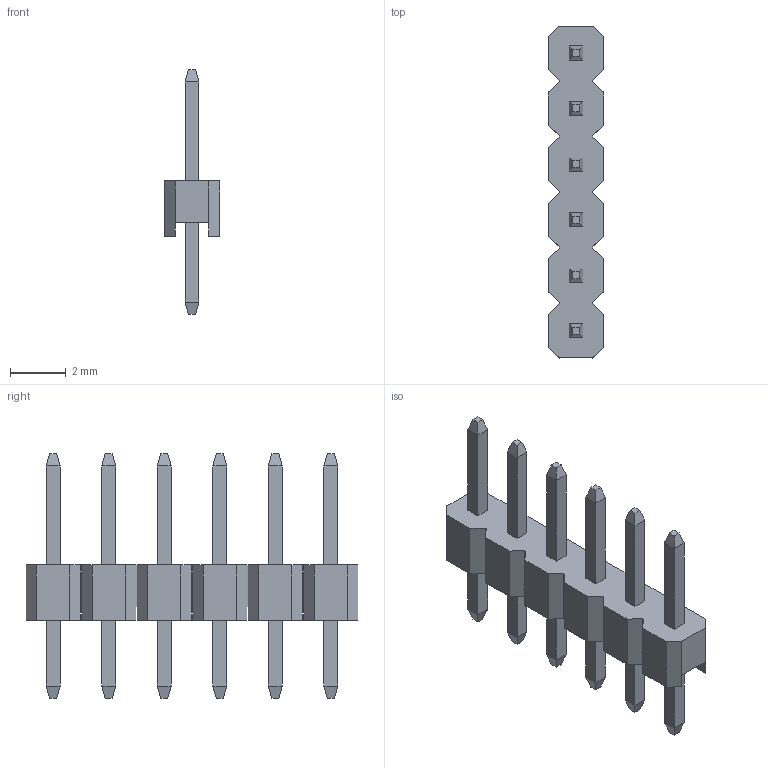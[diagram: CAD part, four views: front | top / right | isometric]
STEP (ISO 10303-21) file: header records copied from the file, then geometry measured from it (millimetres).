
FILE_DESCRIPTION(('FreeCAD Model'),'2;1');
FILE_NAME('1.step','2017-03-12T09:12:33',('Author'),( ''),'Open CASCADE STEP processor 6.8','FreeCAD','Unknown');
FILE_SCHEMA(('AUTOMOTIVE_DESIGN_CC2 { 1 2 10303 214 -1 1 5 4 }'));
Length unit declared in the file: millimetre
Products named in the file (2): ASSEMBLY; 1
Assembly tree (1 placements, depth 2):
  ASSEMBLY
    1
Bounding box: 2 x 11.95 x 8.8 mm (x, y, z)
Volume: 47 mm3; surface area: 198 mm2
Topology: 1 solids, 1 shells, 182 faces, 432 edges, 264 vertices
Faces by surface type: plane 182
Entity records: 11961 total; most frequent: CARTESIAN_POINT 1744, DIRECTION 1664, LINE 1296, VECTOR 1296, ORIENTED_EDGE 864, PCURVE 864, DEFINITIONAL_REPRESENTATION 864, EDGE_CURVE 432
